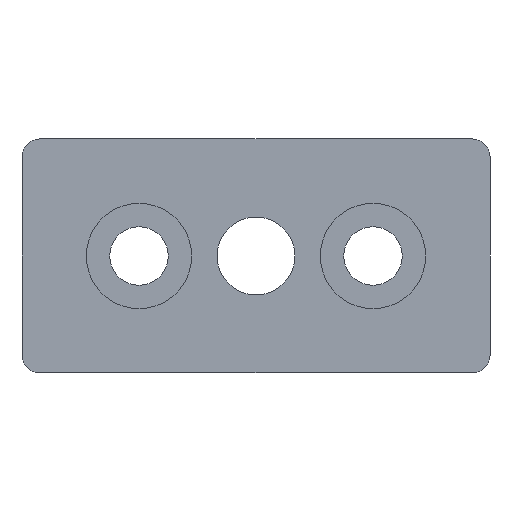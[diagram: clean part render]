
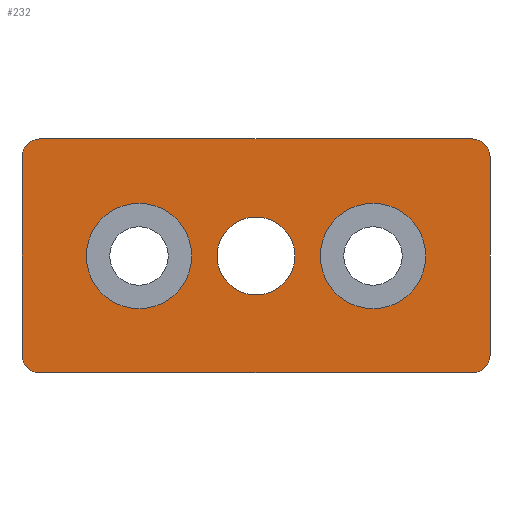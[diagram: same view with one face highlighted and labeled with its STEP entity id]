
A CAD part, front view. The second image highlights one B-rep face of the part: STEP entity #232.
In plain terms, the highlighted planar face has unit normal (0, -1, 0).
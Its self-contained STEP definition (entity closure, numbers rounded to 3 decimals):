
#84=CARTESIAN_POINT('',(-18.5,0.0,-10.0));
#85=VERTEX_POINT('',#84);
#92=CARTESIAN_POINT('',(-20.0,0.0,-8.5));
#93=VERTEX_POINT('',#92);
#94=CARTESIAN_POINT('',(-18.5,0.0,-8.5));
#95=DIRECTION('',(0.0,1.0,0.0));
#96=DIRECTION('',(-0.707,0.0,-0.707));
#97=AXIS2_PLACEMENT_3D('',#94,#95,#96);
#98=CIRCLE('',#97,1.5);
#99=EDGE_CURVE('',#85,#93,#98,.T.);
#116=CARTESIAN_POINT('',(-20.0,0.0,8.5));
#117=VERTEX_POINT('',#116);
#118=CARTESIAN_POINT('',(-20.0,0.0,8.5));
#119=DIRECTION('',(0.0,0.0,-1.0));
#120=VECTOR('',#119,17.0);
#121=LINE('',#118,#120);
#122=EDGE_CURVE('',#117,#93,#121,.T.);
#141=CARTESIAN_POINT('',(0.0,0.0,0.0));
#142=DIRECTION('',(0.0,1.0,0.0));
#143=DIRECTION('',(0.0,0.0,1.0));
#144=AXIS2_PLACEMENT_3D('',#141,#142,#143);
#145=PLANE('',#144);
#146=ORIENTED_EDGE('',*,*,#99,.F.);
#147=CARTESIAN_POINT('',(18.5,0.0,-10.0));
#148=VERTEX_POINT('',#147);
#149=CARTESIAN_POINT('',(-18.5,0.0,-10.0));
#150=DIRECTION('',(1.0,0.0,0.0));
#151=VECTOR('',#150,37.0);
#152=LINE('',#149,#151);
#153=EDGE_CURVE('',#85,#148,#152,.T.);
#154=ORIENTED_EDGE('',*,*,#153,.T.);
#155=CARTESIAN_POINT('',(20.0,0.0,-8.5));
#156=VERTEX_POINT('',#155);
#157=CARTESIAN_POINT('',(18.5,0.0,-8.5));
#158=DIRECTION('',(0.0,1.0,0.0));
#159=DIRECTION('',(0.707,0.0,-0.707));
#160=AXIS2_PLACEMENT_3D('',#157,#158,#159);
#161=CIRCLE('',#160,1.5);
#162=EDGE_CURVE('',#156,#148,#161,.T.);
#163=ORIENTED_EDGE('',*,*,#162,.F.);
#164=CARTESIAN_POINT('',(20.0,0.0,8.5));
#165=VERTEX_POINT('',#164);
#166=CARTESIAN_POINT('',(20.0,0.0,-8.5));
#167=DIRECTION('',(0.0,0.0,1.0));
#168=VECTOR('',#167,17.0);
#169=LINE('',#166,#168);
#170=EDGE_CURVE('',#156,#165,#169,.T.);
#171=ORIENTED_EDGE('',*,*,#170,.T.);
#172=CARTESIAN_POINT('',(18.5,0.0,10.0));
#173=VERTEX_POINT('',#172);
#174=CARTESIAN_POINT('',(18.5,0.0,8.5));
#175=DIRECTION('',(0.0,1.0,0.0));
#176=DIRECTION('',(0.707,0.0,0.707));
#177=AXIS2_PLACEMENT_3D('',#174,#175,#176);
#178=CIRCLE('',#177,1.5);
#179=EDGE_CURVE('',#173,#165,#178,.T.);
#180=ORIENTED_EDGE('',*,*,#179,.F.);
#181=CARTESIAN_POINT('',(-18.5,0.0,10.0));
#182=VERTEX_POINT('',#181);
#183=CARTESIAN_POINT('',(18.5,0.0,10.0));
#184=DIRECTION('',(-1.0,0.0,0.0));
#185=VECTOR('',#184,37.0);
#186=LINE('',#183,#185);
#187=EDGE_CURVE('',#173,#182,#186,.T.);
#188=ORIENTED_EDGE('',*,*,#187,.T.);
#189=CARTESIAN_POINT('',(-18.5,0.0,8.5));
#190=DIRECTION('',(0.0,1.0,0.0));
#191=DIRECTION('',(-0.707,0.0,0.707));
#192=AXIS2_PLACEMENT_3D('',#189,#190,#191);
#193=CIRCLE('',#192,1.5);
#194=EDGE_CURVE('',#117,#182,#193,.T.);
#195=ORIENTED_EDGE('',*,*,#194,.F.);
#196=ORIENTED_EDGE('',*,*,#122,.T.);
#197=EDGE_LOOP('',(#146,#154,#163,#171,#180,#188,#195,#196));
#198=FACE_OUTER_BOUND('',#197,.T.);
#199=CARTESIAN_POINT('',(-3.324,0.0,0.));
#200=VERTEX_POINT('',#199);
#201=CARTESIAN_POINT('',(0.0,0.0,0.0));
#202=DIRECTION('',(0.0,1.0,0.0));
#203=DIRECTION('',(1.0,0.0,0.0));
#204=AXIS2_PLACEMENT_3D('',#201,#202,#203);
#205=CIRCLE('',#204,3.324);
#206=EDGE_CURVE('',#200,#200,#205,.T.);
#207=ORIENTED_EDGE('',*,*,#206,.T.);
#208=EDGE_LOOP('',(#207));
#209=FACE_BOUND('',#208,.T.);
#210=CARTESIAN_POINT('',(-5.5,0.0,0.0));
#211=VERTEX_POINT('',#210);
#212=CARTESIAN_POINT('',(-10.0,0.0,0.0));
#213=DIRECTION('',(0.0,1.0,0.0));
#214=DIRECTION('',(1.0,0.0,0.0));
#215=AXIS2_PLACEMENT_3D('',#212,#213,#214);
#216=CIRCLE('',#215,4.5);
#217=EDGE_CURVE('',#211,#211,#216,.T.);
#218=ORIENTED_EDGE('',*,*,#217,.T.);
#219=EDGE_LOOP('',(#218));
#220=FACE_BOUND('',#219,.T.);
#221=CARTESIAN_POINT('',(14.5,0.0,0.0));
#222=VERTEX_POINT('',#221);
#223=CARTESIAN_POINT('',(10.,0.0,0.0));
#224=DIRECTION('',(0.0,1.0,0.0));
#225=DIRECTION('',(1.0,0.0,0.0));
#226=AXIS2_PLACEMENT_3D('',#223,#224,#225);
#227=CIRCLE('',#226,4.5);
#228=EDGE_CURVE('',#222,#222,#227,.T.);
#229=ORIENTED_EDGE('',*,*,#228,.T.);
#230=EDGE_LOOP('',(#229));
#231=FACE_BOUND('',#230,.T.);
#232=ADVANCED_FACE('',(#198,#209,#220,#231),#145,.F.);
